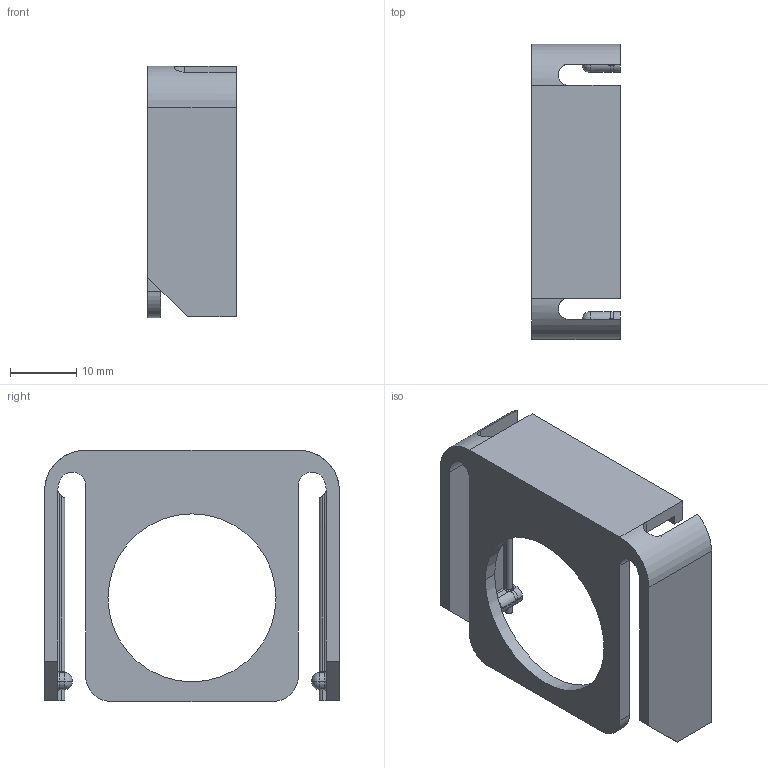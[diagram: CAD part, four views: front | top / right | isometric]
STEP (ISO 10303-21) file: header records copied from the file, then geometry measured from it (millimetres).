
FILE_DESCRIPTION(('FreeCAD Model'),'2;1');
FILE_NAME('HP_led_filter_holder.step','2019-06-13T07:44:01', ('Author'),(''),'Open CASCADE STEP processor 7.3','FreeCAD','Unknown' );
FILE_SCHEMA(('AUTOMOTIVE_DESIGN { 1 0 10303 214 1 1 1 1 }'));
Length unit declared in the file: millimetre
Products named in the file (1): FilterForHeatSink&LEDRing
Bounding box: 13.4 x 44.6 x 38 mm (x, y, z)
Volume: 4316 mm3; surface area: 5175.1 mm2
Topology: 1 solids, 1 shells, 106 faces, 272 edges, 166 vertices
Faces by surface type: plane 42, cylinder 40, bspline 12, torus 6, revolution 4, sphere 2
Entity records: 9140 total; most frequent: CARTESIAN_POINT 3881, DIRECTION 950, LINE 547, VECTOR 547, ORIENTED_EDGE 540, PCURVE 540, DEFINITIONAL_REPRESENTATION 540, EDGE_CURVE 270
